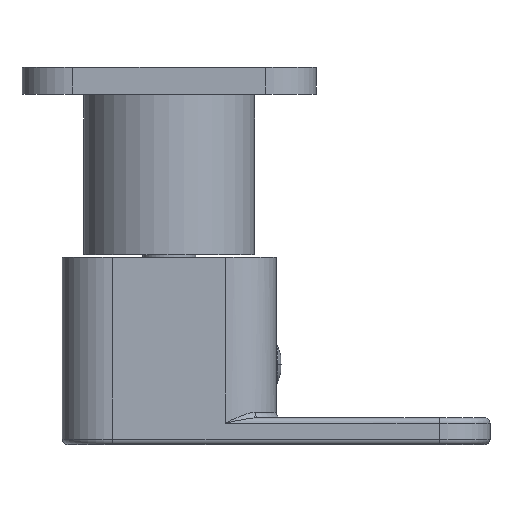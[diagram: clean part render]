
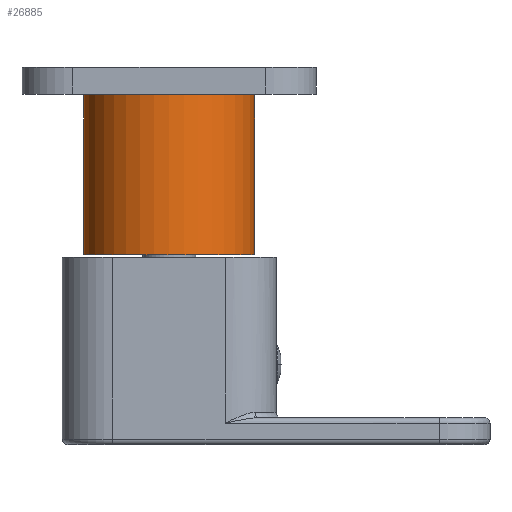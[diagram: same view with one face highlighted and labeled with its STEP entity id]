
A CAD part, front view. The second image highlights one B-rep face of the part: STEP entity #26885.
In plain terms, the highlighted cylindrical face has radius 16 mm (diameter 32 mm), a partial arc.
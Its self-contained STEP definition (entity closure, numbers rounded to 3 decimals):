
#25666=CARTESIAN_POINT('',(0.,31.,0.));
#25667=DIRECTION('',(0.,-1.,0.));
#25668=DIRECTION('',(-1.,0.,0.));
#25669=AXIS2_PLACEMENT_3D('',#25666,#25667,#25668);
#25681=DIRECTION('',(0.,1.,0.));
#25682=VECTOR('',#25681,31.);
#25683=CARTESIAN_POINT('',(-16.,0.,0.));
#25684=LINE('',#25683,#25682);
#25685=DIRECTION('',(0.,1.,0.));
#25686=VECTOR('',#25685,31.);
#25687=CARTESIAN_POINT('',(16.,0.,0.));
#25688=LINE('',#25687,#25686);
#25694=CARTESIAN_POINT('',(0.,0.,0.));
#25695=DIRECTION('',(0.,1.,0.));
#25696=DIRECTION('',(1.,0.,0.));
#25697=AXIS2_PLACEMENT_3D('',#25694,#25695,#25696);
#26755=CARTESIAN_POINT('',(16.,31.,0.));
#26756=CARTESIAN_POINT('',(-16.,31.,0.));
#26757=VERTEX_POINT('',#26755);
#26758=VERTEX_POINT('',#26756);
#26763=CARTESIAN_POINT('',(-16.,0.,0.));
#26764=VERTEX_POINT('',#26763);
#26765=CARTESIAN_POINT('',(16.,0.,0.));
#26766=VERTEX_POINT('',#26765);
#26873=CARTESIAN_POINT('',(0.,32.55,0.));
#26874=DIRECTION('',(0.,-1.,0.));
#26875=DIRECTION('',(-1.,0.,0.));
#26876=AXIS2_PLACEMENT_3D('',#26873,#26874,#26875);
#26877=CYLINDRICAL_SURFACE('',#26876,16.);
#26878=ORIENTED_EDGE('',*,*,#26863,.F.);
#26880=ORIENTED_EDGE('',*,*,#26879,.F.);
#26881=ORIENTED_EDGE('',*,*,#26866,.T.);
#26882=ORIENTED_EDGE('',*,*,#26847,.F.);
#26883=EDGE_LOOP('',(#26878,#26880,#26881,#26882));
#26884=FACE_OUTER_BOUND('',#26883,.F.);
#25670=CIRCLE('',#25669,16.);
#25698=CIRCLE('',#25697,16.);
#26847=EDGE_CURVE('',#26758,#26757,#25670,.T.);
#26863=EDGE_CURVE('',#26764,#26758,#25684,.T.);
#26866=EDGE_CURVE('',#26766,#26757,#25688,.T.);
#26879=EDGE_CURVE('',#26766,#26764,#25698,.T.);
#26885=ADVANCED_FACE('',(#26884),#26877,.T.);
